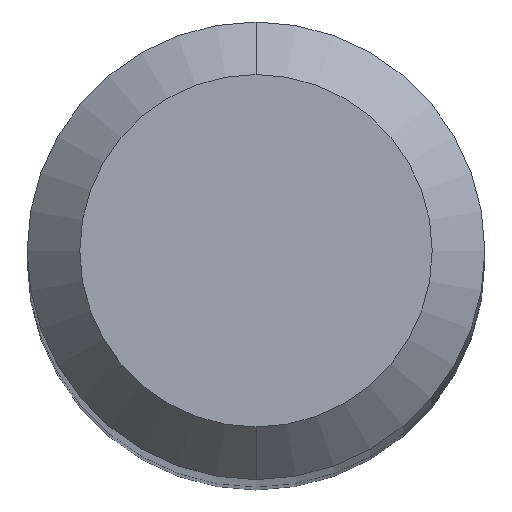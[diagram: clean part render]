
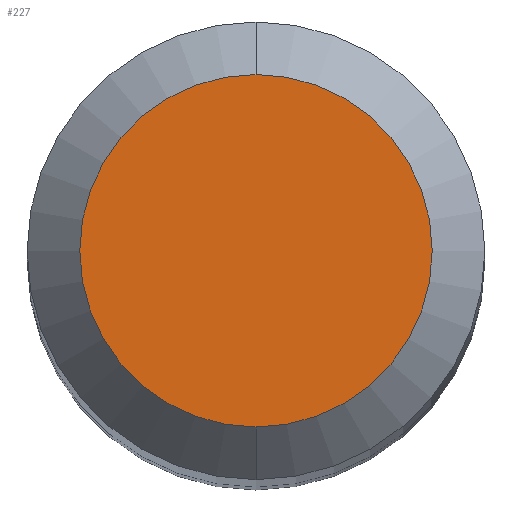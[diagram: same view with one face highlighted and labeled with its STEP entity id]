
A CAD part, top view. The second image highlights one B-rep face of the part: STEP entity #227.
In plain terms, the highlighted planar face has unit normal (0, 0, 1).
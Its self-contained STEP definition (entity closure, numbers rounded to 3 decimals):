
#6 = DIRECTION ( 'NONE',  ( 0., 1., 0. ) ) ;
#31 = FACE_OUTER_BOUND ( 'NONE', #132, .T. ) ;
#92 = AXIS2_PLACEMENT_3D ( 'NONE', #186, #287, #6 ) ;
#97 = AXIS2_PLACEMENT_3D ( 'NONE', #193, #248, #274 ) ;
#111 = AXIS2_PLACEMENT_3D ( 'NONE', #225, #253, #306 ) ;
#132 = EDGE_LOOP ( 'NONE', ( #257, #215 ) ) ;
#142 = PLANE ( 'NONE',  #97 ) ;
#163 = EDGE_CURVE ( 'NONE', #233, #310, #271, .T. ) ;
#168 = CARTESIAN_POINT ( 'NONE',  ( 0., 1.675, 58. ) ) ;
#186 = CARTESIAN_POINT ( 'NONE',  ( 0., 0., 58. ) ) ;
#189 = CARTESIAN_POINT ( 'NONE',  ( 0., -1.675, 58. ) ) ;
#193 = CARTESIAN_POINT ( 'NONE',  ( 0., 0., 58. ) ) ;
#215 = ORIENTED_EDGE ( 'NONE', *, *, #331, .F. ) ;
#225 = CARTESIAN_POINT ( 'NONE',  ( 0., 0., 58. ) ) ;
#227 = ADVANCED_FACE ( 'NONE', ( #31 ), #142, .F. ) ;
#230 = CIRCLE ( 'NONE', #111, 1.675 ) ;
#233 = VERTEX_POINT ( 'NONE', #168 ) ;
#248 = DIRECTION ( 'NONE',  ( 0., 0., -1. ) ) ;
#253 = DIRECTION ( 'NONE',  ( 0., 0., -1. ) ) ;
#257 = ORIENTED_EDGE ( 'NONE', *, *, #163, .F. ) ;
#271 = CIRCLE ( 'NONE', #92, 1.675 ) ;
#274 = DIRECTION ( 'NONE',  ( 0., 1., 0. ) ) ;
#287 = DIRECTION ( 'NONE',  ( 0., 0., -1. ) ) ;
#306 = DIRECTION ( 'NONE',  ( 0., 1., 0. ) ) ;
#310 = VERTEX_POINT ( 'NONE', #189 ) ;
#331 = EDGE_CURVE ( 'NONE', #310, #233, #230, .T. ) ;
